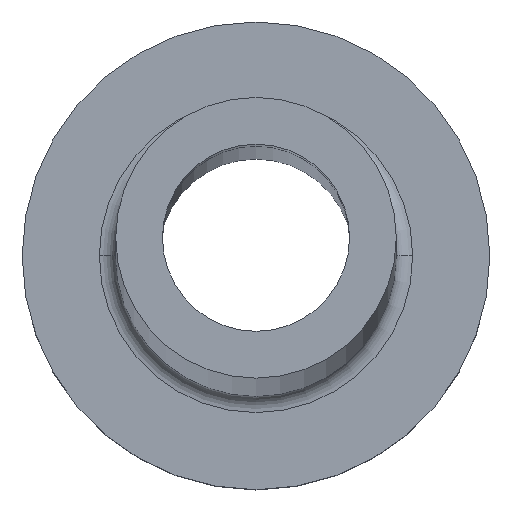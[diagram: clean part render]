
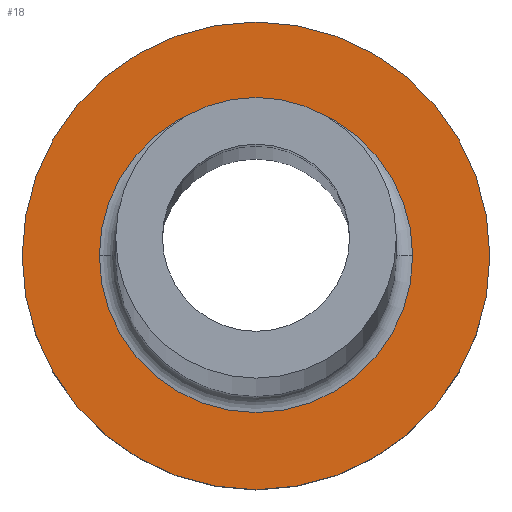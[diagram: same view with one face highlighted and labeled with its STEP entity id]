
A CAD part, top view. The second image highlights one B-rep face of the part: STEP entity #18.
In plain terms, the highlighted planar face has unit normal (0, 0, 1).
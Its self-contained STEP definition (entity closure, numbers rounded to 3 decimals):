
#14 = DIRECTION ( 'NONE',  ( 1., 0., 0. ) ) ;
#16 = CARTESIAN_POINT ( 'NONE',  ( 0., 0., 7. ) ) ;
#18 = ADVANCED_FACE ( 'NONE', ( #177, #141 ), #414, .T. ) ;
#36 = DIRECTION ( 'NONE',  ( 1., 0., 0. ) ) ;
#47 = CIRCLE ( 'NONE', #71, 10. ) ;
#62 = ORIENTED_EDGE ( 'NONE', *, *, #335, .T. ) ;
#71 = AXIS2_PLACEMENT_3D ( 'NONE', #272, #373, #14 ) ;
#80 = EDGE_CURVE ( 'NONE', #337, #284, #205, .T. ) ;
#81 = ORIENTED_EDGE ( 'NONE', *, *, #321, .T. ) ;
#95 = DIRECTION ( 'NONE',  ( 1., 0., 0. ) ) ;
#100 = DIRECTION ( 'NONE',  ( 0., 0., 1. ) ) ;
#103 = CARTESIAN_POINT ( 'NONE',  ( 0., 0., 7. ) ) ;
#128 = CARTESIAN_POINT ( 'NONE',  ( -10., 0., 7. ) ) ;
#141 = FACE_OUTER_BOUND ( 'NONE', #456, .T. ) ;
#166 = CIRCLE ( 'NONE', #405, 6.7 ) ;
#176 = CARTESIAN_POINT ( 'NONE',  ( 6.7, 0., 7. ) ) ;
#177 = FACE_BOUND ( 'NONE', #451, .T. ) ;
#200 = DIRECTION ( 'NONE',  ( 1., 0., 0. ) ) ;
#205 = CIRCLE ( 'NONE', #235, 6.7 ) ;
#208 = DIRECTION ( 'NONE',  ( 0., 0., 1. ) ) ;
#232 = VERTEX_POINT ( 'NONE', #388 ) ;
#235 = AXIS2_PLACEMENT_3D ( 'NONE', #239, #383, #36 ) ;
#239 = CARTESIAN_POINT ( 'NONE',  ( 0., 0., 7. ) ) ;
#272 = CARTESIAN_POINT ( 'NONE',  ( 0., 0., 7. ) ) ;
#284 = VERTEX_POINT ( 'NONE', #176 ) ;
#287 = AXIS2_PLACEMENT_3D ( 'NONE', #16, #208, #95 ) ;
#301 = VERTEX_POINT ( 'NONE', #128 ) ;
#304 = CARTESIAN_POINT ( 'NONE',  ( 0., 0., 7. ) ) ;
#307 = DIRECTION ( 'NONE',  ( 1., 0., 0. ) ) ;
#321 = EDGE_CURVE ( 'NONE', #232, #301, #47, .T. ) ;
#330 = CARTESIAN_POINT ( 'NONE',  ( -6.7, 0., 7. ) ) ;
#335 = EDGE_CURVE ( 'NONE', #284, #337, #166, .T. ) ;
#337 = VERTEX_POINT ( 'NONE', #330 ) ;
#343 = CIRCLE ( 'NONE', #287, 10. ) ;
#360 = ORIENTED_EDGE ( 'NONE', *, *, #80, .T. ) ;
#373 = DIRECTION ( 'NONE',  ( 0., 0., 1. ) ) ;
#377 = EDGE_CURVE ( 'NONE', #301, #232, #343, .T. ) ;
#383 = DIRECTION ( 'NONE',  ( 0., 0., -1. ) ) ;
#388 = CARTESIAN_POINT ( 'NONE',  ( 10., 0., 7. ) ) ;
#405 = AXIS2_PLACEMENT_3D ( 'NONE', #304, #428, #200 ) ;
#409 = AXIS2_PLACEMENT_3D ( 'NONE', #103, #100, #307 ) ;
#414 = PLANE ( 'NONE',  #409 ) ;
#416 = ORIENTED_EDGE ( 'NONE', *, *, #377, .T. ) ;
#428 = DIRECTION ( 'NONE',  ( 0., 0., -1. ) ) ;
#451 = EDGE_LOOP ( 'NONE', ( #62, #360 ) ) ;
#456 = EDGE_LOOP ( 'NONE', ( #416, #81 ) ) ;
